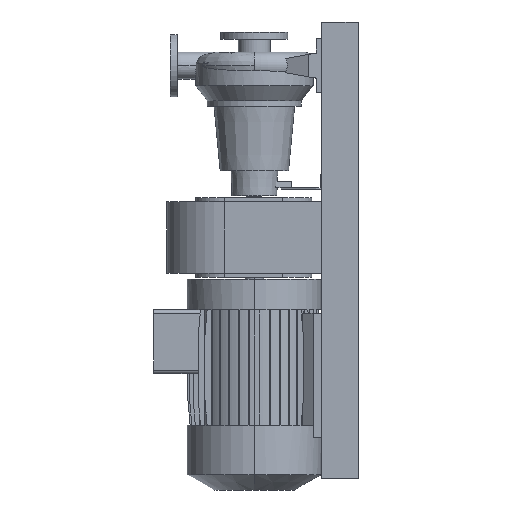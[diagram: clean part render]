
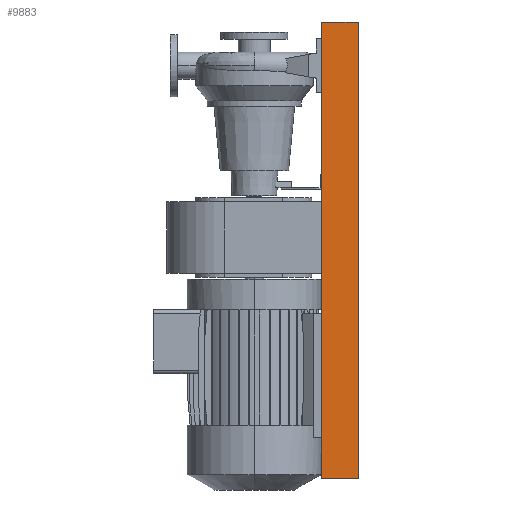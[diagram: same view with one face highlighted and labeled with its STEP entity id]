
A CAD part, left-side view. The second image highlights one B-rep face of the part: STEP entity #9883.
In plain terms, the highlighted planar face has unit normal (-1, 0, 0).
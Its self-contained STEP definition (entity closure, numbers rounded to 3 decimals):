
#40 = CARTESIAN_POINT ( 'NONE',  ( -200., 55., -680. ) ) ;
#215 = VERTEX_POINT ( 'NONE', #8341 ) ;
#1644 = DIRECTION ( 'NONE',  ( 0., 0., 1. ) ) ;
#2506 = CARTESIAN_POINT ( 'NONE',  ( -200., -55., -680. ) ) ;
#4657 = EDGE_CURVE ( 'NONE', #14725, #12681, #14556, .T. ) ;
#5009 = LINE ( 'NONE', #10431, #5234 ) ;
#5119 = ORIENTED_EDGE ( 'NONE', *, *, #8854, .F. ) ;
#5234 = VECTOR ( 'NONE', #18132, 1000. ) ;
#5923 = AXIS2_PLACEMENT_3D ( 'NONE', #14256, #7955, #1644 ) ;
#6077 = DIRECTION ( 'NONE',  ( 0., 0., 1. ) ) ;
#6245 = LINE ( 'NONE', #9723, #13723 ) ;
#6289 = LINE ( 'NONE', #10818, #8551 ) ;
#6962 = EDGE_LOOP ( 'NONE', ( #12810, #5119, #13500, #16311 ) ) ;
#7951 = EDGE_CURVE ( 'NONE', #12681, #215, #6289, .T. ) ;
#7955 = DIRECTION ( 'NONE',  ( -1., 0., 0. ) ) ;
#8141 = DIRECTION ( 'NONE',  ( 0., -1., 0. ) ) ;
#8341 = CARTESIAN_POINT ( 'NONE',  ( -200., -55., 680. ) ) ;
#8551 = VECTOR ( 'NONE', #6077, 1000. ) ;
#8854 = EDGE_CURVE ( 'NONE', #14725, #15403, #5009, .T. ) ;
#9723 = CARTESIAN_POINT ( 'NONE',  ( -200., -55., 680. ) ) ;
#9883 = ADVANCED_FACE ( 'NONE', ( #15743 ), #17862, .T. ) ;
#10431 = CARTESIAN_POINT ( 'NONE',  ( -200., 55., -680. ) ) ;
#10818 = CARTESIAN_POINT ( 'NONE',  ( -200., -55., -680. ) ) ;
#11295 = CARTESIAN_POINT ( 'NONE',  ( -200., -55., -680. ) ) ;
#12681 = VERTEX_POINT ( 'NONE', #2506 ) ;
#12810 = ORIENTED_EDGE ( 'NONE', *, *, #13671, .F. ) ;
#12936 = CARTESIAN_POINT ( 'NONE',  ( -200., 55., 680. ) ) ;
#13003 = VECTOR ( 'NONE', #8141, 1000. ) ;
#13500 = ORIENTED_EDGE ( 'NONE', *, *, #4657, .T. ) ;
#13671 = EDGE_CURVE ( 'NONE', #15403, #215, #6245, .T. ) ;
#13723 = VECTOR ( 'NONE', #17523, 1000. ) ;
#14256 = CARTESIAN_POINT ( 'NONE',  ( -200., -55., -680. ) ) ;
#14556 = LINE ( 'NONE', #11295, #13003 ) ;
#14725 = VERTEX_POINT ( 'NONE', #40 ) ;
#15403 = VERTEX_POINT ( 'NONE', #12936 ) ;
#15743 = FACE_OUTER_BOUND ( 'NONE', #6962, .T. ) ;
#16311 = ORIENTED_EDGE ( 'NONE', *, *, #7951, .T. ) ;
#17523 = DIRECTION ( 'NONE',  ( 0., -1., 0. ) ) ;
#17862 = PLANE ( 'NONE',  #5923 ) ;
#18132 = DIRECTION ( 'NONE',  ( 0., 0., 1. ) ) ;
